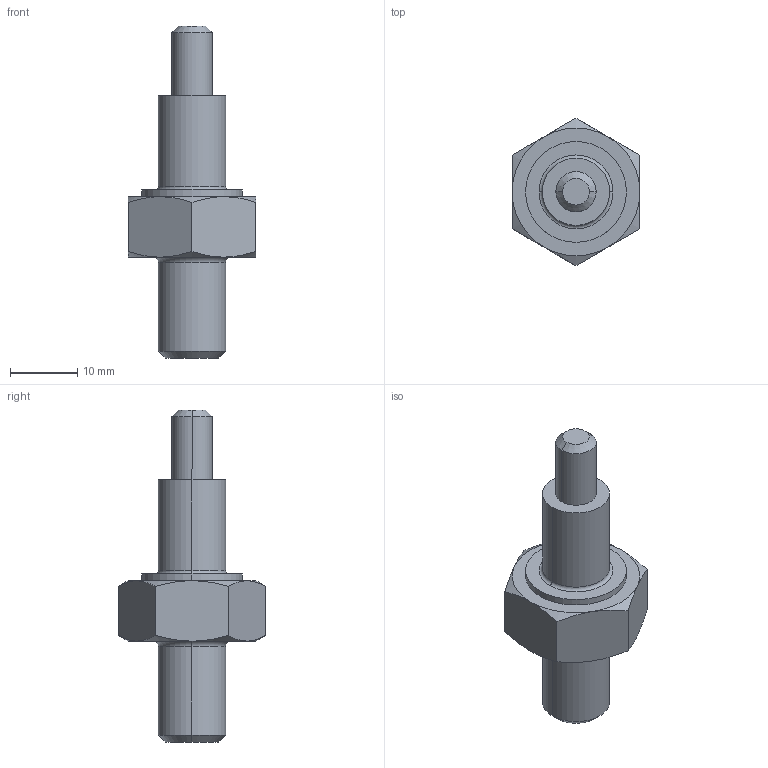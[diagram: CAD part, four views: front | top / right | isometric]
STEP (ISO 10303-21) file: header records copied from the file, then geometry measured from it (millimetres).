
FILE_DESCRIPTION (( 'STEP AP203' ), '1' );
FILE_NAME ('4074_Défaut_sldprt.STEP', '2019-10-30T08:16:15', ( '' ), ( '' ), 'SwSTEP 2.0', 'SolidWorks 2017', '' );
FILE_SCHEMA (( 'CONFIG_CONTROL_DESIGN' ));
Length unit declared in the file: millimetre
Products named in the file (1): 4074_Défaut_sldprt
Bounding box: 19 x 21.94 x 49.39 mm (x, y, z)
Volume: 5530 mm3; surface area: 2293.1 mm2
Topology: 1 solids, 1 shells, 40 faces, 82 edges, 48 vertices
Faces by surface type: cone 16, plane 12, cylinder 8, torus 4
Entity records: 1219 total; most frequent: CARTESIAN_POINT 315, DIRECTION 180, ORIENTED_EDGE 164, EDGE_CURVE 82, AXIS2_PLACEMENT_3D 81, VERTEX_POINT 48, EDGE_LOOP 44, ADVANCED_FACE 40
